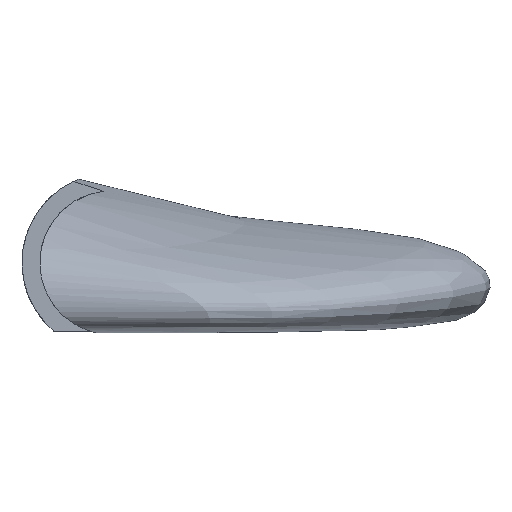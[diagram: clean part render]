
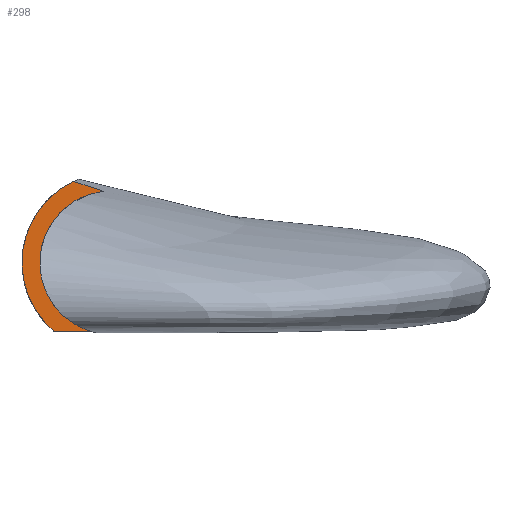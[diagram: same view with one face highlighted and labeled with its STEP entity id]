
A CAD part, left-side view. The second image highlights one B-rep face of the part: STEP entity #298.
In plain terms, the highlighted planar face has unit normal (-1, 0, 0).
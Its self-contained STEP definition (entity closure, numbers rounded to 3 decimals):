
#17 = CARTESIAN_POINT ( 'NONE',  ( -90.252, -92.669, -925.984 ) ) ;
#22 = B_SPLINE_CURVE_WITH_KNOTS ( 'NONE', 3,
 ( #399, #344, #342, #311 ),
 .UNSPECIFIED., .F., .F.,
 ( 4, 4 ),
 ( 0.009, 0.02 ),
 .UNSPECIFIED. ) ;
#26 = VERTEX_POINT ( 'NONE', #100 ) ;
#29 = CARTESIAN_POINT ( 'NONE',  ( -90.252, -92.669, -925.984 ) ) ;
#41 = ORIENTED_EDGE ( 'NONE', *, *, #166, .T. ) ;
#53 = FACE_OUTER_BOUND ( 'NONE', #213, .T. ) ;
#63 = B_SPLINE_CURVE_WITH_KNOTS ( 'NONE', 3,
 ( #29, #91, #92, #121 ),
 .UNSPECIFIED., .F., .F.,
 ( 4, 4 ),
 ( 0.002, 0.011 ),
 .UNSPECIFIED. ) ;
#65 = CARTESIAN_POINT ( 'NONE',  ( -90.252, -95., -945.848 ) ) ;
#91 = CARTESIAN_POINT ( 'NONE',  ( -90.252, -89.916, -925.096 ) ) ;
#92 = CARTESIAN_POINT ( 'NONE',  ( -90.252, -87.18, -924.16 ) ) ;
#100 = CARTESIAN_POINT ( 'NONE',  ( -90.252, -84.461, -923.178 ) ) ;
#117 = DIRECTION ( 'NONE',  ( 0., 0., -1. ) ) ;
#118 = ORIENTED_EDGE ( 'NONE', *, *, #184, .F. ) ;
#121 = CARTESIAN_POINT ( 'NONE',  ( -90.252, -84.461, -923.178 ) ) ;
#147 = DIRECTION ( 'NONE',  ( 1., 0., 0. ) ) ;
#155 = EDGE_CURVE ( 'NONE', #217, #181, #22, .T. ) ;
#163 = CIRCLE ( 'NONE', #270, 20. ) ;
#166 = EDGE_CURVE ( 'NONE', #373, #26, #63, .T. ) ;
#172 = ORIENTED_EDGE ( 'NONE', *, *, #155, .T. ) ;
#175 = DIRECTION ( 'NONE',  ( 0., 0., -1. ) ) ;
#181 = VERTEX_POINT ( 'NONE', #211 ) ;
#184 = EDGE_CURVE ( 'NONE', #373, #181, #163, .T. ) ;
#186 = CIRCLE ( 'NONE', #353, 25. ) ;
#204 = EDGE_CURVE ( 'NONE', #217, #26, #186, .T. ) ;
#209 = CARTESIAN_POINT ( 'NONE',  ( -90.252, -95., -945.848 ) ) ;
#211 = CARTESIAN_POINT ( 'NONE',  ( -90.252, -89.626, -965.112 ) ) ;
#213 = EDGE_LOOP ( 'NONE', ( #118, #41, #283, #172 ) ) ;
#217 = VERTEX_POINT ( 'NONE', #315 ) ;
#270 = AXIS2_PLACEMENT_3D ( 'NONE', #209, #312, #374 ) ;
#283 = ORIENTED_EDGE ( 'NONE', *, *, #204, .F. ) ;
#298 = ADVANCED_FACE ( 'NONE', ( #53 ), #299, .F. ) ;
#299 = PLANE ( 'NONE',  #368 ) ;
#307 = DIRECTION ( 'NONE',  ( 1., 0., 0. ) ) ;
#311 = CARTESIAN_POINT ( 'NONE',  ( -90.252, -89.626, -965.112 ) ) ;
#312 = DIRECTION ( 'NONE',  ( -1., 0., 0. ) ) ;
#315 = CARTESIAN_POINT ( 'NONE',  ( -90.252, -78.98, -965.041 ) ) ;
#335 = CARTESIAN_POINT ( 'NONE',  ( -90.252, -95., -945.848 ) ) ;
#342 = CARTESIAN_POINT ( 'NONE',  ( -90.252, -86.077, -965.088 ) ) ;
#344 = CARTESIAN_POINT ( 'NONE',  ( -90.252, -82.529, -965.065 ) ) ;
#353 = AXIS2_PLACEMENT_3D ( 'NONE', #65, #307, #117 ) ;
#368 = AXIS2_PLACEMENT_3D ( 'NONE', #335, #147, #175 ) ;
#373 = VERTEX_POINT ( 'NONE', #17 ) ;
#374 = DIRECTION ( 'NONE',  ( 0., 0., 1. ) ) ;
#399 = CARTESIAN_POINT ( 'NONE',  ( -90.252, -78.98, -965.041 ) ) ;
